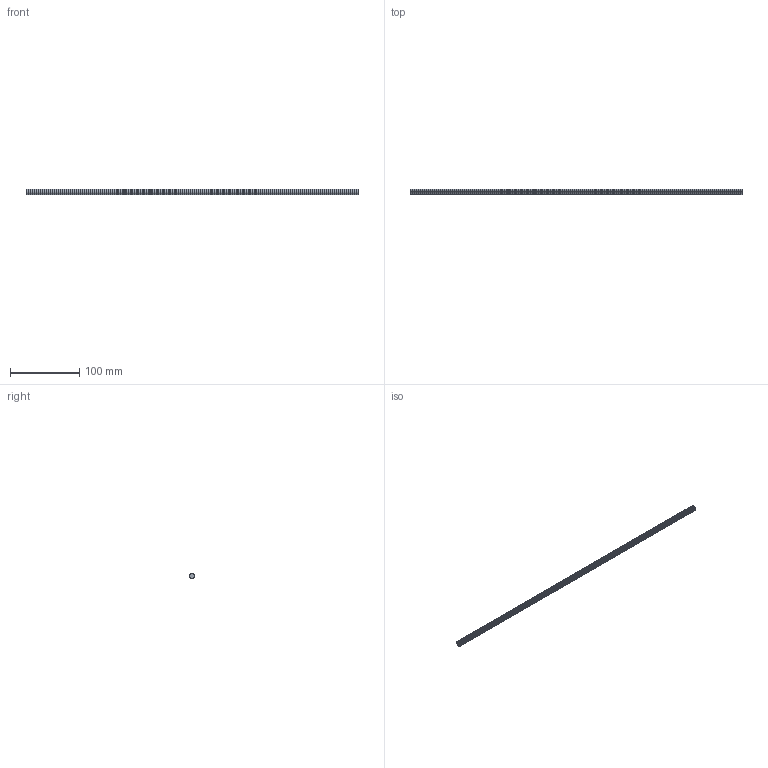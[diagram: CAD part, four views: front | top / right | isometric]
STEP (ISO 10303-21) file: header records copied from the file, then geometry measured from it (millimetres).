
FILE_DESCRIPTION (( 'STEP AP214' ), '1' );
FILE_NAME ('REV-41-6457.STEP', '2025-10-13T21:49:39', ( '' ), ( '' ), 'SwSTEP 2.0', 'SolidWorks 2022', '' );
FILE_SCHEMA (( 'AUTOMOTIVE_DESIGN' ));
Length unit declared in the file: millimetre
Products named in the file (1): REV-41-6457
Bounding box: 480 x 7.84 x 7.88 mm (x, y, z)
Volume: 19878.9 mm3; surface area: 16583.9 mm2
Topology: 1 solids, 1 shells, 68 faces, 196 edges, 130 vertices
Faces by surface type: cylinder 36, bspline 30, plane 2
Entity records: 2468 total; most frequent: CARTESIAN_POINT 785, ORIENTED_EDGE 392, DIRECTION 284, EDGE_CURVE 196, VERTEX_POINT 130, AXIS2_PLACEMENT_3D 109, CIRCLE 70, EDGE_LOOP 68
